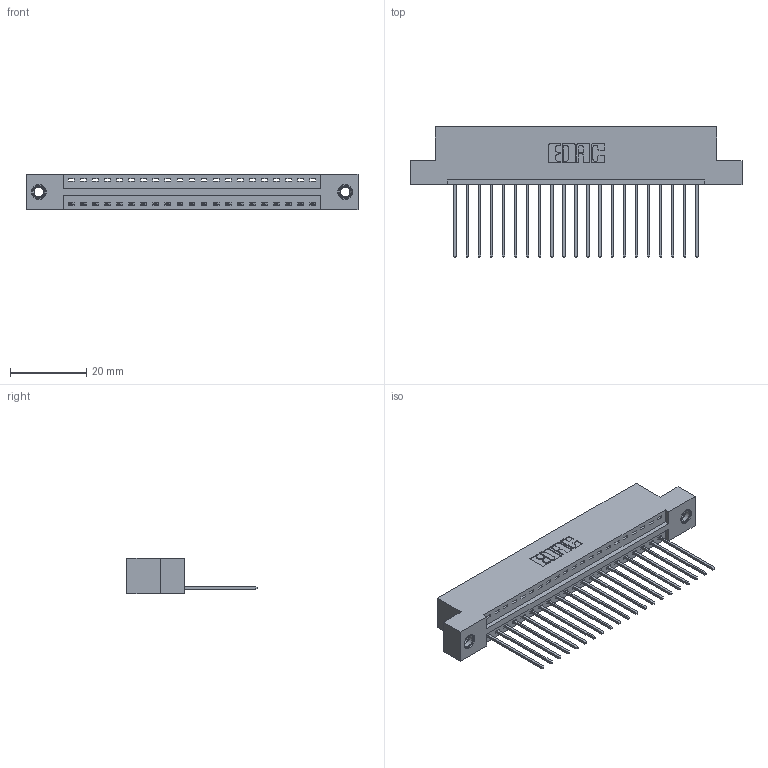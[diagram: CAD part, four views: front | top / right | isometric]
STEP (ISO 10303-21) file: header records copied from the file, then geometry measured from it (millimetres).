
FILE_DESCRIPTION (( 'STEP AP203' ), '1' );
FILE_NAME ('346-021-541-107.STEP', '2018-08-20T23:09:55', ( '' ), ( '' ), 'SwSTEP 2.0', 'SolidWorks 2016', '' );
FILE_SCHEMA (( 'CONFIG_CONTROL_DESIGN' ));
Length unit declared in the file: inch
Products named in the file (4): 345-250-001_345-250-005-103; 346-021-541-107; 346 Part_Flush Mounting Lugs - 0.156 Dia-TI; 345-292-001_345-293-141
Assembly tree (24 placements, depth 2):
  346-021-541-107
    346 Part_Flush Mounting Lugs - 0.156 Dia-TI
    345-292-001_345-293-141  x21
    345-250-001_345-250-005-103  x2
Bounding box: 87.25 x 34.29 x 9.4 mm (x, y, z)
Volume: 8262.8 mm3; surface area: 10549.4 mm2
Topology: 24 solids, 24 shells, 1400 faces, 4161 edges, 2738 vertices
Faces by surface type: plane 948, cylinder 436, cone 12, torus 4
Entity records: 17064 total; most frequent: CARTESIAN_POINT 2914, ORIENTED_EDGE 2862, DIRECTION 2623, EDGE_CURVE 1431, LINE 1195, VECTOR 1195, VERTEX_POINT 948, AXIS2_PLACEMENT_3D 714
